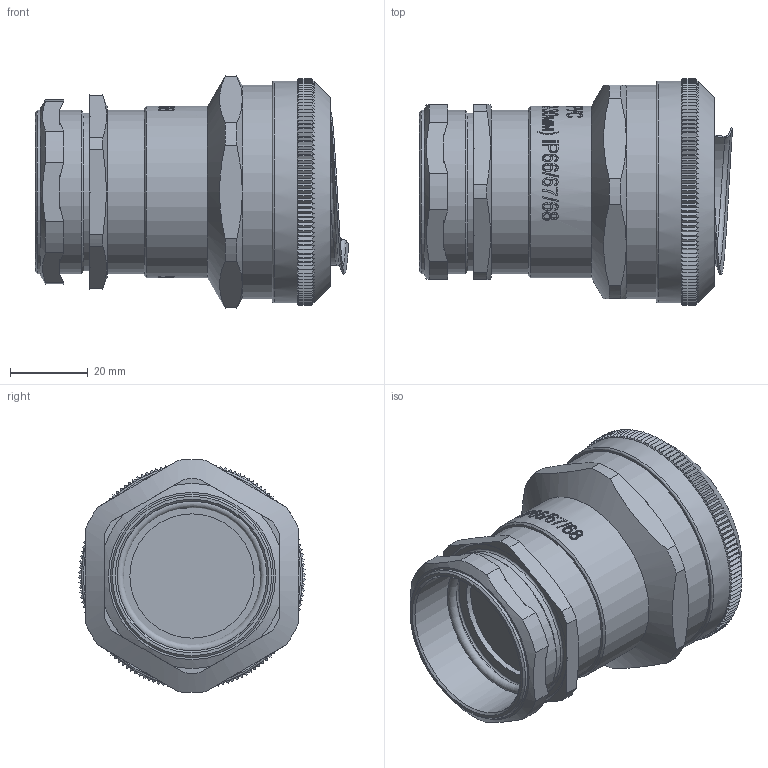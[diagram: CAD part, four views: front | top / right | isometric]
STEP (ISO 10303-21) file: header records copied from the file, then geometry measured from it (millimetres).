
FILE_DESCRIPTION(/* description */ (''),/* implementation_level */ '2;1');
FILE_NAME(/* name */ 'Модель ВК-М42-30-МР38.stp',/* time_stamp */ '2020-07-16T16:59:21+07:00',/* author */ ('Борисов Е'),/* organization */ (''),/* preprocessor_version */ 'ST-DEVELOPER v17',/* originating_system */ 'Autodesk Inventor 2019',/* authorisation */ '');
FILE_SCHEMA (('AUTOMOTIVE_DESIGN { 1 0 10303 214 3 1 1 }'));
Length unit declared in the file: millimetre
Products named in the file (1): Модель ВК-М4
2-30-МР38
Bounding box: 80.68 x 58.32 x 59.96 mm (x, y, z)
Volume: 97112 mm3; surface area: 32253 mm2
Topology: 1 solids, 1 shells, 1043 faces, 2653 edges, 1681 vertices
Faces by surface type: plane 465, bspline 311, cone 168, cylinder 92, torus 7
Full cylindrical faces by diameter (mm): 32 x1, 37 x1, 37.8 x1, 38.5 x2, 40.6 x1, 42 x3, 44.2 x1, 46 x1, 46.8 x1, 48.2 x1, 49 x1, 50.6 x1, 52 x1, 53.4 x1, 55 x1, 57 x1
Entity records: 38871 total; most frequent: CARTESIAN_POINT 16251, ORIENTED_EDGE 5306, DIRECTION 3357, EDGE_CURVE 2653, VERTEX_POINT 1681, AXIS2_PLACEMENT_3D 1211, EDGE_LOOP 1112, FACE_OUTER_BOUND 1043
